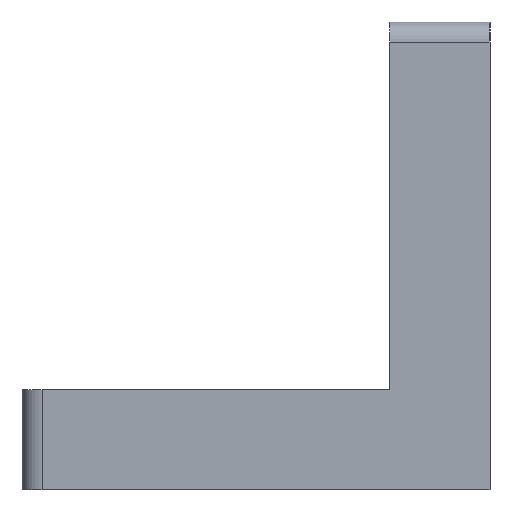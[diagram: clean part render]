
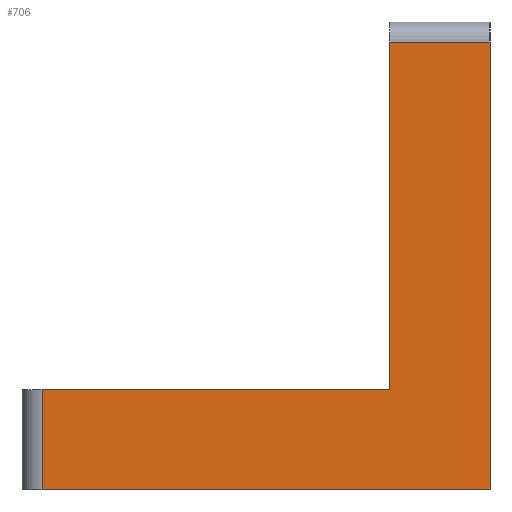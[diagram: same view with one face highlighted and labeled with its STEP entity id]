
A CAD part, front view. The second image highlights one B-rep face of the part: STEP entity #706.
In plain terms, the highlighted planar face has unit normal (0, -1, 0).
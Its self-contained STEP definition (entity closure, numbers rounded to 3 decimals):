
#59 = VERTEX_POINT ( 'NONE', #430 ) ;
#60 = VECTOR ( 'NONE', #666, 1000. ) ;
#88 = PLANE ( 'NONE',  #734 ) ;
#110 = LINE ( 'NONE', #159, #170 ) ;
#127 = VERTEX_POINT ( 'NONE', #678 ) ;
#138 = CARTESIAN_POINT ( 'NONE',  ( -9.5, -4., -4.3 ) ) ;
#142 = CARTESIAN_POINT ( 'NONE',  ( -9.5, -4., -4.3 ) ) ;
#155 = EDGE_CURVE ( 'NONE', #644, #127, #272, .T. ) ;
#159 = CARTESIAN_POINT ( 'NONE',  ( 8.8, -4., -4.3 ) ) ;
#170 = VECTOR ( 'NONE', #448, 1000. ) ;
#175 = EDGE_CURVE ( 'NONE', #127, #59, #110, .T. ) ;
#179 = ORIENTED_EDGE ( 'NONE', *, *, #175, .T. ) ;
#185 = ORIENTED_EDGE ( 'NONE', *, *, #657, .T. ) ;
#191 = VECTOR ( 'NONE', #337, 1000. ) ;
#213 = CARTESIAN_POINT ( 'NONE',  ( 8.8, -4., 18. ) ) ;
#217 = VECTOR ( 'NONE', #599, 1000. ) ;
#240 = CARTESIAN_POINT ( 'NONE',  ( -8.5, -4., -4.3 ) ) ;
#242 = LINE ( 'NONE', #373, #217 ) ;
#251 = ORIENTED_EDGE ( 'NONE', *, *, #340, .T. ) ;
#252 = FACE_OUTER_BOUND ( 'NONE', #585, .T. ) ;
#265 = ORIENTED_EDGE ( 'NONE', *, *, #334, .F. ) ;
#269 = CARTESIAN_POINT ( 'NONE',  ( -8.5, -4., -4.3 ) ) ;
#272 = LINE ( 'NONE', #213, #191 ) ;
#292 = ORIENTED_EDGE ( 'NONE', *, *, #155, .T. ) ;
#334 = EDGE_CURVE ( 'NONE', #518, #59, #424, .T. ) ;
#337 = DIRECTION ( 'NONE',  ( -1., 0., 0. ) ) ;
#340 = EDGE_CURVE ( 'NONE', #518, #456, #433, .T. ) ;
#373 = CARTESIAN_POINT ( 'NONE',  ( 13.8, -4., -4.3 ) ) ;
#380 = DIRECTION ( 'NONE',  ( 1., 0., 0. ) ) ;
#404 = CARTESIAN_POINT ( 'NONE',  ( -8.5, -4., 0.7 ) ) ;
#413 = CARTESIAN_POINT ( 'NONE',  ( -9.5, -4., 0.7 ) ) ;
#424 = LINE ( 'NONE', #413, #479 ) ;
#430 = CARTESIAN_POINT ( 'NONE',  ( 8.8, -4., 0.7 ) ) ;
#433 = LINE ( 'NONE', #240, #60 ) ;
#448 = DIRECTION ( 'NONE',  ( 0., 0., -1. ) ) ;
#456 = VERTEX_POINT ( 'NONE', #269 ) ;
#479 = VECTOR ( 'NONE', #596, 1000. ) ;
#518 = VERTEX_POINT ( 'NONE', #404 ) ;
#533 = CARTESIAN_POINT ( 'NONE',  ( 13.8, -4., 18. ) ) ;
#585 = EDGE_LOOP ( 'NONE', ( #265, #251, #185, #656, #292, #179 ) ) ;
#596 = DIRECTION ( 'NONE',  ( 1., 0., 0. ) ) ;
#599 = DIRECTION ( 'NONE',  ( 0., 0., -1. ) ) ;
#644 = VERTEX_POINT ( 'NONE', #533 ) ;
#649 = VERTEX_POINT ( 'NONE', #715 ) ;
#656 = ORIENTED_EDGE ( 'NONE', *, *, #685, .F. ) ;
#657 = EDGE_CURVE ( 'NONE', #456, #649, #659, .T. ) ;
#659 = LINE ( 'NONE', #142, #665 ) ;
#664 = DIRECTION ( 'NONE',  ( 0., 0., -1. ) ) ;
#665 = VECTOR ( 'NONE', #380, 1000. ) ;
#666 = DIRECTION ( 'NONE',  ( 0., 0., -1. ) ) ;
#678 = CARTESIAN_POINT ( 'NONE',  ( 8.8, -4., 18. ) ) ;
#685 = EDGE_CURVE ( 'NONE', #644, #649, #242, .T. ) ;
#706 = ADVANCED_FACE ( 'NONE', ( #252 ), #88, .T. ) ;
#715 = CARTESIAN_POINT ( 'NONE',  ( 13.8, -4., -4.3 ) ) ;
#719 = DIRECTION ( 'NONE',  ( 0., -1., 0. ) ) ;
#734 = AXIS2_PLACEMENT_3D ( 'NONE', #138, #719, #664 ) ;
